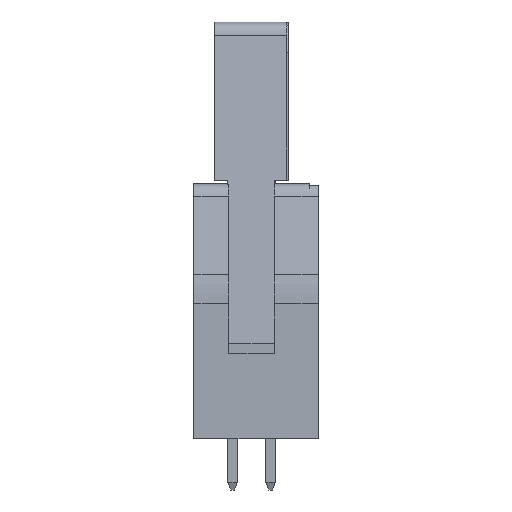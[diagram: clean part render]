
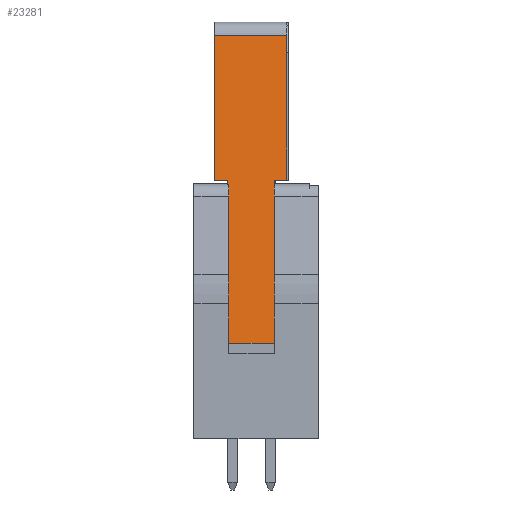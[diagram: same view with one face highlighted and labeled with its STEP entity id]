
A CAD part, front view. The second image highlights one B-rep face of the part: STEP entity #23281.
In plain terms, the highlighted face is planar.
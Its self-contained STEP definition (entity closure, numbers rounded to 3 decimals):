
#1902=ORIENTED_EDGE('',*,*,#5339,.F.);
#1903=ORIENTED_EDGE('',*,*,#5975,.T.);
#1904=ORIENTED_EDGE('',*,*,#5979,.F.);
#1905=ORIENTED_EDGE('',*,*,#5980,.T.);
#1906=ORIENTED_EDGE('',*,*,#5981,.F.);
#1907=ORIENTED_EDGE('',*,*,#5982,.F.);
#1908=ORIENTED_EDGE('',*,*,#5983,.T.);
#1909=ORIENTED_EDGE('',*,*,#5984,.F.);
#1910=ORIENTED_EDGE('',*,*,#5985,.F.);
#1911=ORIENTED_EDGE('',*,*,#5052,.T.);
#5052=EDGE_CURVE('',#7425,#7426,#8879,.T.);
#5339=EDGE_CURVE('',#7651,#7426,#9153,.T.);
#5975=EDGE_CURVE('',#7651,#8049,#9748,.T.);
#5979=EDGE_CURVE('',#8052,#8049,#9752,.T.);
#5980=EDGE_CURVE('',#8052,#8053,#9753,.T.);
#5981=EDGE_CURVE('',#8054,#8053,#9754,.T.);
#5982=EDGE_CURVE('',#8055,#8054,#9755,.T.);
#5983=EDGE_CURVE('',#8055,#8056,#9756,.T.);
#5984=EDGE_CURVE('',#8057,#8056,#9757,.T.);
#5985=EDGE_CURVE('',#7425,#8057,#9758,.T.);
#7425=VERTEX_POINT('',#29786);
#7426=VERTEX_POINT('',#29787);
#7651=VERTEX_POINT('',#30384);
#8049=VERTEX_POINT('',#31553);
#8052=VERTEX_POINT('',#31563);
#8053=VERTEX_POINT('',#31565);
#8054=VERTEX_POINT('',#31567);
#8055=VERTEX_POINT('',#31569);
#8056=VERTEX_POINT('',#31571);
#8057=VERTEX_POINT('',#31573);
#8879=LINE('',#29785,#11162);
#9153=LINE('',#30385,#11436);
#9748=LINE('',#31554,#12031);
#9752=LINE('',#31562,#12035);
#9753=LINE('',#31564,#12036);
#9754=LINE('',#31566,#12037);
#9755=LINE('',#31568,#12038);
#9756=LINE('',#31570,#12039);
#9757=LINE('',#31572,#12040);
#9758=LINE('',#31574,#12041);
#11162=VECTOR('',#25281,1000.);
#11436=VECTOR('',#25753,1000.);
#12031=VECTOR('',#26700,1000.);
#12035=VECTOR('',#26708,1000.);
#12036=VECTOR('',#26709,1000.);
#12037=VECTOR('',#26710,1000.);
#12038=VECTOR('',#26711,1000.);
#12039=VECTOR('',#26712,1000.);
#12040=VECTOR('',#26713,1000.);
#12041=VECTOR('',#26714,1000.);
#13607=EDGE_LOOP('',(#1902,#1903,#1904,#1905,#1906,#1907,#1908,#1909,#1910,
#1911));
#14644=FACE_BOUND('',#13607,.T.);
#15607=PLANE('',#24307);
#23281=ADVANCED_FACE('',(#14644),#15607,.T.);
#24307=AXIS2_PLACEMENT_3D('',#31561,#26706,#26707);
#25281=DIRECTION('',(0.,1.,0.));
#25753=DIRECTION('',(-0.117,0.,0.993));
#26700=DIRECTION('',(0.,1.,0.));
#26706=DIRECTION('',(0.993,0.,0.117));
#26707=DIRECTION('',(0.117,0.,-0.993));
#26708=DIRECTION('',(0.117,0.,-0.993));
#26709=DIRECTION('',(0.,1.,0.));
#26710=DIRECTION('',(0.117,0.,-0.993));
#26711=DIRECTION('',(0.,1.,0.));
#26712=DIRECTION('',(0.117,0.,-0.993));
#26713=DIRECTION('',(0.,-1.,0.));
#26714=DIRECTION('',(-0.117,0.,0.993));
#29785=CARTESIAN_POINT('',(29.439,-4.15,11.948));
#29786=CARTESIAN_POINT('',(29.439,-1.925,11.948));
#29787=CARTESIAN_POINT('',(29.439,-1.825,11.948));
#30384=CARTESIAN_POINT('',(30.69,-1.825,1.366));
#30385=CARTESIAN_POINT('',(30.746,-1.825,0.892));
#31553=CARTESIAN_POINT('',(30.69,1.215,1.366));
#31554=CARTESIAN_POINT('',(30.69,-2.755,1.366));
#31561=CARTESIAN_POINT('',(28.04,-2.755,23.785));
#31562=CARTESIAN_POINT('',(29.404,1.215,12.249));
#31563=CARTESIAN_POINT('',(29.404,1.215,12.249));
#31564=CARTESIAN_POINT('',(29.404,1.215,12.249));
#31565=CARTESIAN_POINT('',(29.404,2.045,12.249));
#31566=CARTESIAN_POINT('',(28.04,2.045,23.785));
#31567=CARTESIAN_POINT('',(28.261,2.045,21.913));
#31568=CARTESIAN_POINT('',(28.261,-2.755,21.913));
#31569=CARTESIAN_POINT('',(28.261,-2.755,21.913));
#31570=CARTESIAN_POINT('',(28.04,-2.755,23.785));
#31571=CARTESIAN_POINT('',(29.404,-2.755,12.249));
#31572=CARTESIAN_POINT('',(29.404,-1.925,12.249));
#31573=CARTESIAN_POINT('',(29.404,-1.925,12.249));
#31574=CARTESIAN_POINT('',(29.404,-1.925,12.249));
